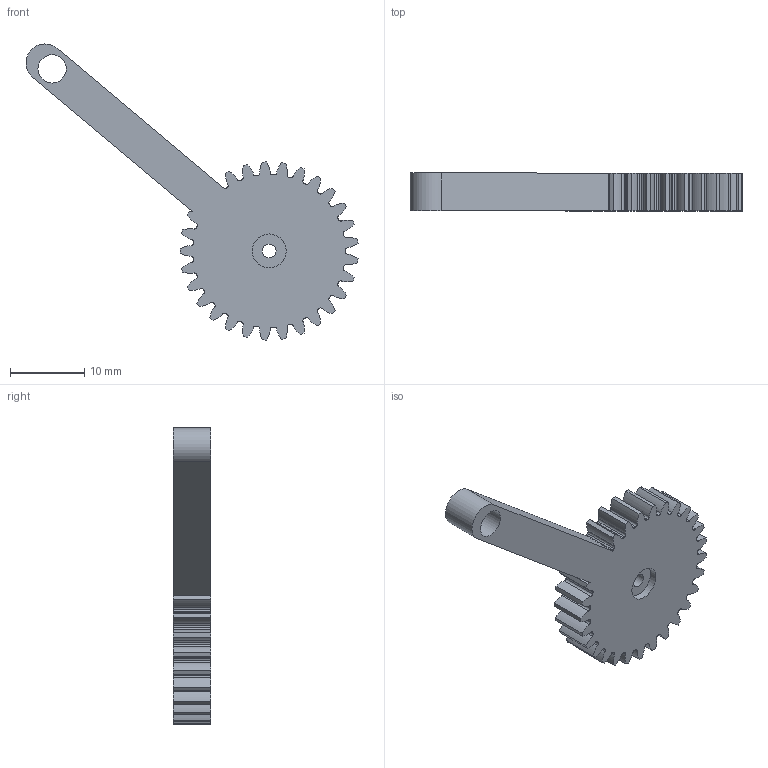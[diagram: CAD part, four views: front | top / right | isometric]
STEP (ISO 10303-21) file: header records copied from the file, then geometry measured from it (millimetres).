
FILE_DESCRIPTION(/* description */ (''),/* implementation_level */ '2;1');
FILE_NAME(/* name */ 'Spur Gear 2.step',/* time_stamp */ '2025-12-02T22:45:37-08:00',/* author */ (''),/* organization */ (''),/* preprocessor_version */ 'ST-DEVELOPER v20.1',/* originating_system */ 'Autodesk Translation Framework v14.21.0.0',/* authorisation */ '');
FILE_SCHEMA (('AUTOMOTIVE_DESIGN { 1 0 10303 214 3 1 1 }'));
Length unit declared in the file: metre
Products named in the file (1): Spur Gear 2
Bounding box: 44.64 x 5.08 x 39.83 mm (x, y, z)
Volume: 2602.6 mm3; surface area: 2184.4 mm2
Topology: 1 solids, 1 shells, 173 faces, 507 edges, 338 vertices
Faces by surface type: cylinder 113, bspline 54, plane 6
Full cylindrical faces by diameter (mm): 1.842 x1, 3.81 x1, 4.572 x1, 6.223 x1
Entity records: 11413 total; most frequent: CARTESIAN_POINT 6915, ORIENTED_EDGE 1014, DIRECTION 865, EDGE_CURVE 507, AXIS2_PLACEMENT_3D 346, VERTEX_POINT 338, CIRCLE 226, EDGE_LOOP 179
